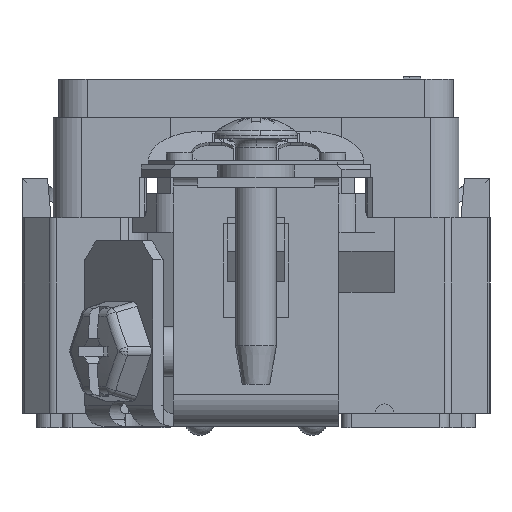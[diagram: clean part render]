
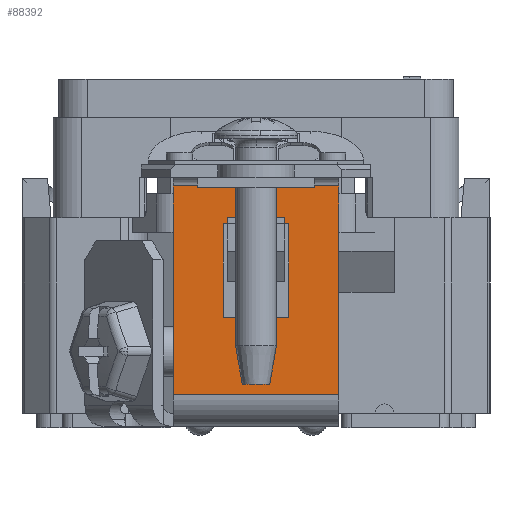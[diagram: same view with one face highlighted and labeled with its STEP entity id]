
A CAD part, front view. The second image highlights one B-rep face of the part: STEP entity #88392.
In plain terms, the highlighted planar face has unit normal (0, -1, 0).
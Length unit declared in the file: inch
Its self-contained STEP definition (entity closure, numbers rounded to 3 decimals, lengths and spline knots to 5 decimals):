
#1290 = LINE ( 'NONE', #57350, #35835 ) ;
#1686 = VECTOR ( 'NONE', #34112, 39.37008 ) ;
#5100 = CARTESIAN_POINT ( 'NONE',  ( 0., -1.378, -0.005 ) ) ;
#5129 = ORIENTED_EDGE ( 'NONE', *, *, #61701, .T. ) ;
#5857 = VERTEX_POINT ( 'NONE', #24389 ) ;
#5864 = EDGE_CURVE ( 'NONE', #8984, #9663, #72133, .T. ) ;
#5919 = CARTESIAN_POINT ( 'NONE',  ( 0.27, -1.378, 0.083 ) ) ;
#6180 = CARTESIAN_POINT ( 'NONE',  ( 0.1075, -1.378, 0.083 ) ) ;
#6211 = CARTESIAN_POINT ( 'NONE',  ( 0.27, -1.378, 0.273 ) ) ;
#7197 = FACE_OUTER_BOUND ( 'NONE', #90690, .T. ) ;
#7368 = LINE ( 'NONE', #28915, #64172 ) ;
#8151 = ORIENTED_EDGE ( 'NONE', *, *, #34865, .T. ) ;
#8763 = EDGE_CURVE ( 'NONE', #51265, #70938, #12955, .T. ) ;
#8984 = VERTEX_POINT ( 'NONE', #25771 ) ;
#9663 = VERTEX_POINT ( 'NONE', #61479 ) ;
#10776 = CARTESIAN_POINT ( 'NONE',  ( -0.27, -1.378, -0.0445 ) ) ;
#12767 = AXIS2_PLACEMENT_3D ( 'NONE', #45178, #50746, #36931 ) ;
#12955 = LINE ( 'NONE', #24971, #82107 ) ;
#13641 = VECTOR ( 'NONE', #47194, 39.37008 ) ;
#19161 = VECTOR ( 'NONE', #19465, 39.37008 ) ;
#19465 = DIRECTION ( 'NONE',  ( 1., 0., 0. ) ) ;
#20585 = DIRECTION ( 'NONE',  ( 0., 0., 1. ) ) ;
#23656 = VECTOR ( 'NONE', #20585, 39.37008 ) ;
#24389 = CARTESIAN_POINT ( 'NONE',  ( 0.27, -1.378, 0.424 ) ) ;
#24966 = EDGE_CURVE ( 'NONE', #5857, #35307, #1290, .T. ) ;
#24971 = CARTESIAN_POINT ( 'NONE',  ( 0.27, -1.378, 0.083 ) ) ;
#25771 = CARTESIAN_POINT ( 'NONE',  ( -0.1075, -1.378, 0.3 ) ) ;
#26031 = VERTEX_POINT ( 'NONE', #73362 ) ;
#26804 = LINE ( 'NONE', #6180, #1686 ) ;
#27015 = LINE ( 'NONE', #54144, #79167 ) ;
#27075 = VERTEX_POINT ( 'NONE', #74516 ) ;
#28072 = LINE ( 'NONE', #77681, #65680 ) ;
#28915 = CARTESIAN_POINT ( 'NONE',  ( 0.27, -1.378, 0.446 ) ) ;
#30761 = CARTESIAN_POINT ( 'NONE',  ( 0., -1.378, 0.3 ) ) ;
#31056 = EDGE_LOOP ( 'NONE', ( #43319, #32640, #90437, #61063 ) ) ;
#31796 = EDGE_CURVE ( 'NONE', #81468, #8984, #28072, .T. ) ;
#32545 = CARTESIAN_POINT ( 'NONE',  ( -0.27, -1.378, 0.083 ) ) ;
#32640 = ORIENTED_EDGE ( 'NONE', *, *, #34496, .T. ) ;
#32788 = CARTESIAN_POINT ( 'NONE',  ( -0.1075, -1.378, -0.005 ) ) ;
#34112 = DIRECTION ( 'NONE',  ( 0., 0., -1. ) ) ;
#34496 = EDGE_CURVE ( 'NONE', #9663, #74865, #26804, .T. ) ;
#34865 = EDGE_CURVE ( 'NONE', #27075, #51265, #47190, .T. ) ;
#35126 = PLANE ( 'NONE',  #12767 ) ;
#35307 = VERTEX_POINT ( 'NONE', #78087 ) ;
#35507 = EDGE_CURVE ( 'NONE', #38127, #26031, #39854, .T. ) ;
#35835 = VECTOR ( 'NONE', #69730, 39.37008 ) ;
#36515 = VECTOR ( 'NONE', #65300, 39.37008 ) ;
#36931 = DIRECTION ( 'NONE',  ( 0., 0., 1. ) ) ;
#38127 = VERTEX_POINT ( 'NONE', #49975 ) ;
#39854 = LINE ( 'NONE', #32545, #13641 ) ;
#41844 = VECTOR ( 'NONE', #66189, 39.37008 ) ;
#43117 = DIRECTION ( 'NONE',  ( 0., 0., -1. ) ) ;
#43319 = ORIENTED_EDGE ( 'NONE', *, *, #5864, .T. ) ;
#43403 = CARTESIAN_POINT ( 'NONE',  ( 0.27, -1.378, 0.398 ) ) ;
#44341 = ORIENTED_EDGE ( 'NONE', *, *, #79669, .F. ) ;
#45178 = CARTESIAN_POINT ( 'NONE',  ( 0.27, -1.378, -0.258 ) ) ;
#45609 = DIRECTION ( 'NONE',  ( 0., 0., 1. ) ) ;
#46340 = DIRECTION ( 'NONE',  ( 0., 0., 1. ) ) ;
#46930 = DIRECTION ( 'NONE',  ( 0., 0., 1. ) ) ;
#47190 = LINE ( 'NONE', #5919, #23656 ) ;
#47194 = DIRECTION ( 'NONE',  ( 0., 0., -1. ) ) ;
#48183 = CARTESIAN_POINT ( 'NONE',  ( 0.1075, -1.378, -0.005 ) ) ;
#48782 = ORIENTED_EDGE ( 'NONE', *, *, #84316, .F. ) ;
#49179 = DIRECTION ( 'NONE',  ( 0., 0., 1. ) ) ;
#49975 = CARTESIAN_POINT ( 'NONE',  ( -0.27, -1.378, 0.398 ) ) ;
#50746 = DIRECTION ( 'NONE',  ( 0., -1., 0. ) ) ;
#51265 = VERTEX_POINT ( 'NONE', #6211 ) ;
#54144 = CARTESIAN_POINT ( 'NONE',  ( -0.27, -1.378, 0.446 ) ) ;
#55559 = ORIENTED_EDGE ( 'NONE', *, *, #62197, .F. ) ;
#57350 = CARTESIAN_POINT ( 'NONE',  ( 0., -1.378, 0.424 ) ) ;
#61063 = ORIENTED_EDGE ( 'NONE', *, *, #31796, .T. ) ;
#61479 = CARTESIAN_POINT ( 'NONE',  ( 0.1075, -1.378, 0.3 ) ) ;
#61701 = EDGE_CURVE ( 'NONE', #76948, #27075, #82391, .T. ) ;
#61761 = VECTOR ( 'NONE', #45609, 39.37008 ) ;
#62197 = EDGE_CURVE ( 'NONE', #38127, #35307, #27015, .T. ) ;
#62847 = ORIENTED_EDGE ( 'NONE', *, *, #8763, .T. ) ;
#63663 = FACE_BOUND ( 'NONE', #31056, .T. ) ;
#64172 = VECTOR ( 'NONE', #43117, 39.37008 ) ;
#65300 = DIRECTION ( 'NONE',  ( 1., 0., 0. ) ) ;
#65680 = VECTOR ( 'NONE', #49179, 39.37008 ) ;
#66189 = DIRECTION ( 'NONE',  ( -1., 0., 0. ) ) ;
#68758 = ORIENTED_EDGE ( 'NONE', *, *, #24966, .T. ) ;
#69730 = DIRECTION ( 'NONE',  ( -1., 0., 0. ) ) ;
#70018 = ORIENTED_EDGE ( 'NONE', *, *, #35507, .T. ) ;
#70938 = VERTEX_POINT ( 'NONE', #43403 ) ;
#72133 = LINE ( 'NONE', #30761, #36515 ) ;
#73141 = EDGE_CURVE ( 'NONE', #74865, #81468, #74844, .T. ) ;
#73362 = CARTESIAN_POINT ( 'NONE',  ( -0.27, -1.378, 0.273 ) ) ;
#74146 = LINE ( 'NONE', #10776, #61761 ) ;
#74516 = CARTESIAN_POINT ( 'NONE',  ( 0.27, -1.378, -0.258 ) ) ;
#74844 = LINE ( 'NONE', #5100, #41844 ) ;
#74865 = VERTEX_POINT ( 'NONE', #48183 ) ;
#75192 = CARTESIAN_POINT ( 'NONE',  ( -0.27, -1.378, -0.258 ) ) ;
#76948 = VERTEX_POINT ( 'NONE', #75192 ) ;
#77681 = CARTESIAN_POINT ( 'NONE',  ( -0.1075, -1.378, 0.083 ) ) ;
#78087 = CARTESIAN_POINT ( 'NONE',  ( -0.27, -1.378, 0.424 ) ) ;
#79167 = VECTOR ( 'NONE', #46340, 39.37008 ) ;
#79669 = EDGE_CURVE ( 'NONE', #76948, #26031, #74146, .T. ) ;
#81468 = VERTEX_POINT ( 'NONE', #32788 ) ;
#82107 = VECTOR ( 'NONE', #46930, 39.37008 ) ;
#82391 = LINE ( 'NONE', #89695, #19161 ) ;
#84316 = EDGE_CURVE ( 'NONE', #5857, #70938, #7368, .T. ) ;
#88392 = ADVANCED_FACE ( 'NONE', ( #63663, #7197 ), #35126, .T. ) ;
#89695 = CARTESIAN_POINT ( 'NONE',  ( 0., -1.378, -0.258 ) ) ;
#90437 = ORIENTED_EDGE ( 'NONE', *, *, #73141, .T. ) ;
#90690 = EDGE_LOOP ( 'NONE', ( #70018, #44341, #5129, #8151, #62847, #48782, #68758, #55559 ) ) ;
